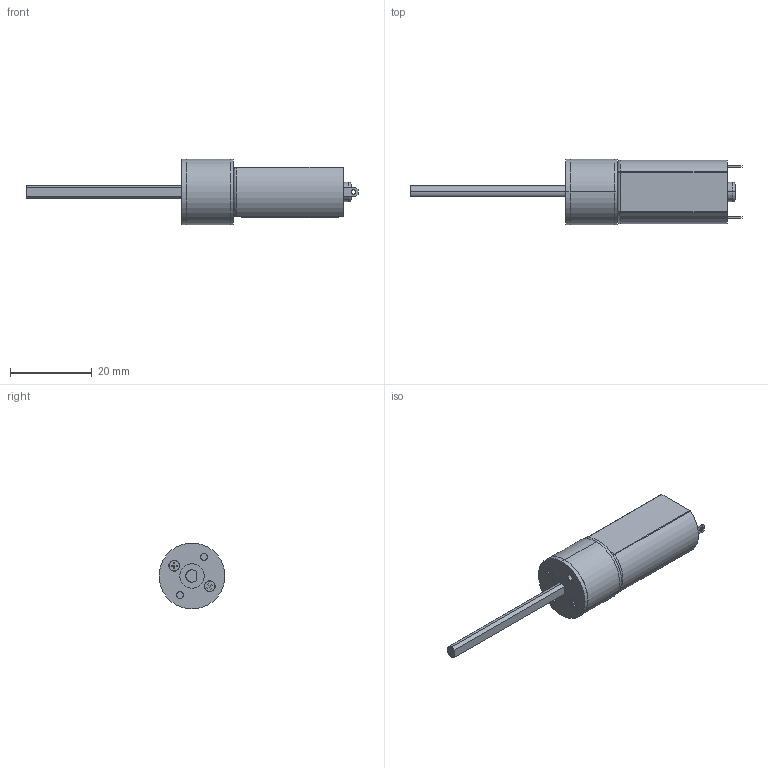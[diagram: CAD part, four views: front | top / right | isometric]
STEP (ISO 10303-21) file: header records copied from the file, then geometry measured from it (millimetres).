
FILE_DESCRIPTION(/* description */ (''),/* implementation_level */ '2;1');
FILE_NAME(/* name */ 'FingerTech_Silver_Spark_223350 v1.step',/* time_stamp */ '2016-12-15T11:46:55-08:00',/* author */ (''),/* organization */ (''),/* preprocessor_version */ 'ST-DEVELOPER v16.5',/* originating_system */ 'Autodesk Translation Framework v5.2.0.2920',/* authorisation */ '');
FILE_SCHEMA (('AUTOMOTIVE_DESIGN { 1 0 10303 214 3 1 1 }'));
Length unit declared in the file: millimetre
Products named in the file (2): FingerTech_Silver_Spark_223350 v1; FingerTech_Silver_Spark_223350
Assembly tree (1 placements, depth 2):
  FingerTech_Silver_Spark_223350 v1
    FingerTech_Silver_Spark_223350
Bounding box: 81 x 16.08 x 16.08 mm (x, y, z)
Surface area: 3774.2 mm2 (no closed solid volume)
Topology: 0 solids, 153 shells, 153 faces, 670 edges, 666 vertices
Faces by surface type: plane 78, cylinder 57, torus 14, bspline 4
Entity records: 7904 total; most frequent: CARTESIAN_POINT 2210, DIRECTION 1184, VERTEX_POINT 666, EDGE_CURVE 666, ORIENTED_EDGE 666, LINE 420, VECTOR 420, AXIS2_PLACEMENT_3D 382
